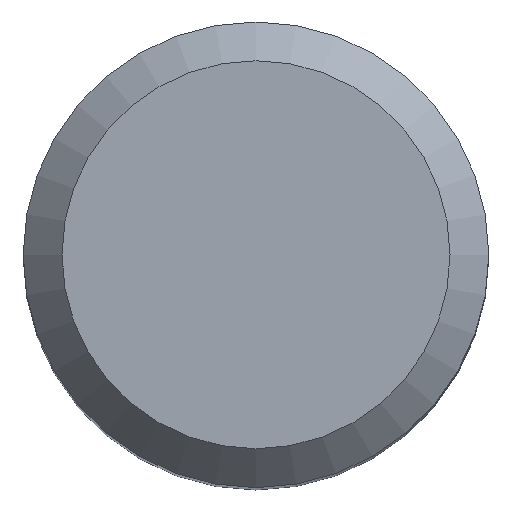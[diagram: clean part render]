
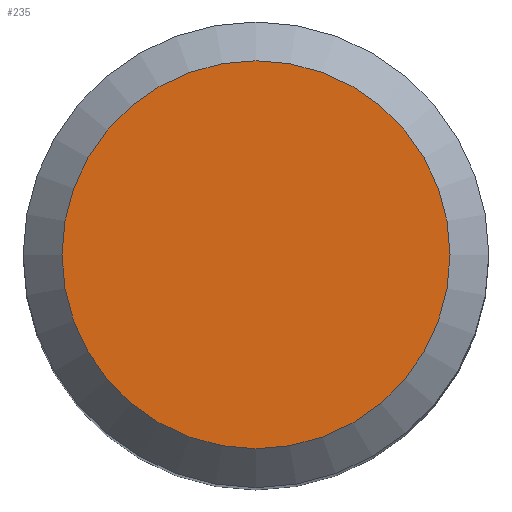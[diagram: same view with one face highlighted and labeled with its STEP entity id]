
A CAD part, top view. The second image highlights one B-rep face of the part: STEP entity #235.
In plain terms, the highlighted planar face has unit normal (0, 0, 1).
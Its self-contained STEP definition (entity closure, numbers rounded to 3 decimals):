
#14 = EDGE_LOOP ( 'NONE', ( #107 ) ) ;
#33 = AXIS2_PLACEMENT_3D ( 'NONE', #182, #46, #103 ) ;
#46 = DIRECTION ( 'NONE',  ( 0., 0., -1. ) ) ;
#75 = DIRECTION ( 'NONE',  ( 0., 0., -1. ) ) ;
#79 = EDGE_CURVE ( 'NONE', #122, #122, #211, .T. ) ;
#91 = AXIS2_PLACEMENT_3D ( 'NONE', #163, #75, #243 ) ;
#94 = FACE_OUTER_BOUND ( 'NONE', #14, .T. ) ;
#103 = DIRECTION ( 'NONE',  ( 0., 1., 0. ) ) ;
#107 = ORIENTED_EDGE ( 'NONE', *, *, #79, .F. ) ;
#120 = PLANE ( 'NONE',  #33 ) ;
#122 = VERTEX_POINT ( 'NONE', #169 ) ;
#163 = CARTESIAN_POINT ( 'NONE',  ( 0., 0., 102. ) ) ;
#169 = CARTESIAN_POINT ( 'NONE',  ( 0., 5., 102. ) ) ;
#182 = CARTESIAN_POINT ( 'NONE',  ( 0., 0., 102. ) ) ;
#211 = CIRCLE ( 'NONE', #91, 5. ) ;
#235 = ADVANCED_FACE ( 'NONE', ( #94 ), #120, .F. ) ;
#243 = DIRECTION ( 'NONE',  ( 0., 1., 0. ) ) ;
